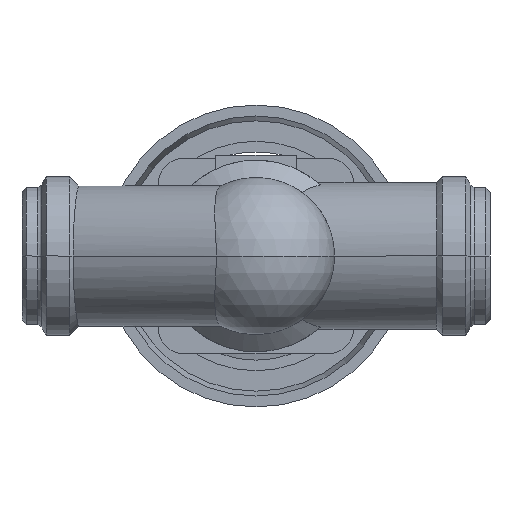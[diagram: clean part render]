
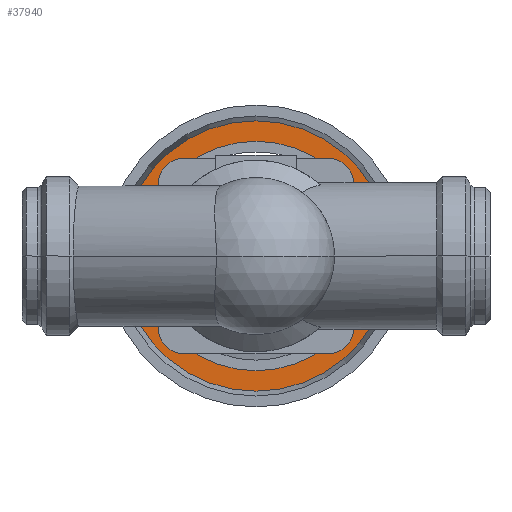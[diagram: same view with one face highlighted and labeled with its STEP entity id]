
A CAD part, front view. The second image highlights one B-rep face of the part: STEP entity #37940.
In plain terms, the highlighted planar face has unit normal (0, -1, 0).
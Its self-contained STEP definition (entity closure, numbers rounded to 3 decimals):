
#37460=CARTESIAN_POINT('',(65.462,302.7,0.));
#37470=VERTEX_POINT('',#37460);
#37500=CARTESIAN_POINT('',(155.,302.7,0.));
#37510=DIRECTION('',(0.,1.,0.));
#37520=DIRECTION('',(1.,0.,0.));
#37530=AXIS2_PLACEMENT_3D('',#37500,#37510,#37520);
#37540=CIRCLE('',#37530,89.538);
#37550=CARTESIAN_POINT('',(244.538,302.7,0.)
);
#37560=VERTEX_POINT('',#37550);
#37570=EDGE_CURVE('',#37560,#37470,#37540,.T.);
#37690=CARTESIAN_POINT('',(237.769,302.7,0.)
);
#37700=DIRECTION('',(0.,-1.,0.));
#37710=DIRECTION('',(-1.,0.,0.));
#37720=AXIS2_PLACEMENT_3D('',#37690,#37700,#37710);
#37730=PLANE('',#37720);
#37740=EDGE_CURVE('',#37470,#37560,#37540,.T.);
#37750=ORIENTED_EDGE('',*,*,#37740,.F.);
#37760=ORIENTED_EDGE('',*,*,#37570,.F.);
#37770=EDGE_LOOP('',(#37760,#37750));
#37780=FACE_OUTER_BOUND('',#37770,.T.);
#37790=CARTESIAN_POINT('',(155.,302.7,0.));
#37800=DIRECTION('',(0.,1.,0.));
#37810=DIRECTION('',(1.,0.,0.));
#37820=AXIS2_PLACEMENT_3D('',#37790,#37800,#37810);
#37830=CIRCLE('',#37820,76.);
#37840=CARTESIAN_POINT('',(231.,302.7,0.));
#37850=VERTEX_POINT('',#37840);
#37860=CARTESIAN_POINT('',(79.,302.7,0.));
#37870=VERTEX_POINT('',#37860);
#37880=EDGE_CURVE('',#37850,#37870,#37830,.T.);
#37890=ORIENTED_EDGE('',*,*,#37880,.T.);
#37900=EDGE_CURVE('',#37870,#37850,#37830,.T.);
#37910=ORIENTED_EDGE('',*,*,#37900,.T.);
#37920=EDGE_LOOP('',(#37910,#37890));
#37930=FACE_BOUND('',#37920,.T.);
#37940=ADVANCED_FACE('',(#37780,#37930),#37730,.T.);
